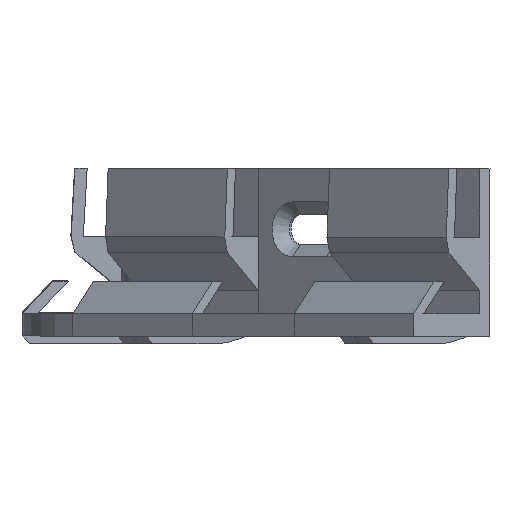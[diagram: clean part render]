
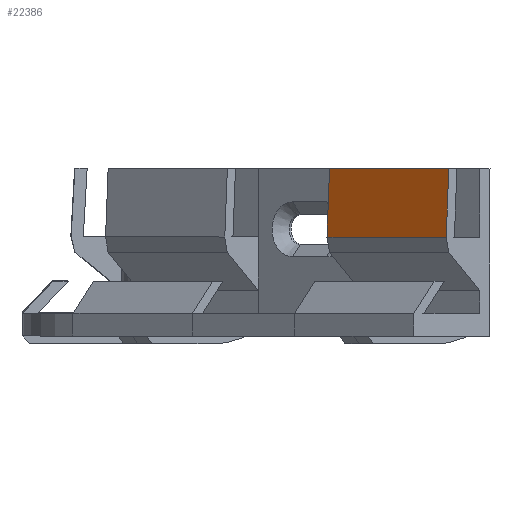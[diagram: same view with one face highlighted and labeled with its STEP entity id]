
A CAD part, left-side view. The second image highlights one B-rep face of the part: STEP entity #22386.
In plain terms, the highlighted face is planar.
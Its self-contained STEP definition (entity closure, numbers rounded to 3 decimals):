
#20491 = PLANE('',#20492);
#20492 = AXIS2_PLACEMENT_3D('',#20493,#20494,#20495);
#20493 = CARTESIAN_POINT('',(-10.5,5.766,9.503));
#20494 = DIRECTION('',(-1.,0.,0.));
#20495 = DIRECTION('',(0.,0.,1.));
#20925 = PLANE('',#20926);
#20926 = AXIS2_PLACEMENT_3D('',#20927,#20928,#20929);
#20927 = CARTESIAN_POINT('',(10.5,5.766,9.503));
#20928 = DIRECTION('',(-1.,0.,0.));
#20929 = DIRECTION('',(0.,0.,1.));
#21185 = VERTEX_POINT('',#21186);
#21186 = CARTESIAN_POINT('',(-10.5,8.1,22.));
#21200 = PLANE('',#21201);
#21201 = AXIS2_PLACEMENT_3D('',#21202,#21203,#21204);
#21202 = CARTESIAN_POINT('',(0.,6.5,22.));
#21203 = DIRECTION('',(0.,0.,-1.));
#21204 = DIRECTION('',(0.,1.,0.));
#21212 = EDGE_CURVE('',#21185,#21213,#21215,.T.);
#21213 = VERTEX_POINT('',#21214);
#21214 = CARTESIAN_POINT('',(-10.5,8.6,13.));
#21215 = SURFACE_CURVE('',#21216,(#21220,#21227),.PCURVE_S1.);
#21216 = LINE('',#21217,#21218);
#21217 = CARTESIAN_POINT('',(-10.5,8.1,22.));
#21218 = VECTOR('',#21219,1.);
#21219 = DIRECTION('',(0.,0.055,-0.998));
#21220 = PCURVE('',#20491,#21221);
#21221 = DEFINITIONAL_REPRESENTATION('',(#21222),#21226);
#21222 = LINE('',#21223,#21224);
#21223 = CARTESIAN_POINT('',(12.497,2.334));
#21224 = VECTOR('',#21225,1.);
#21225 = DIRECTION('',(-0.998,0.055));
#21226 = ( GEOMETRIC_REPRESENTATION_CONTEXT(2) 
PARAMETRIC_REPRESENTATION_CONTEXT() REPRESENTATION_CONTEXT('2D SPACE',''
  ) );
#21227 = PCURVE('',#21228,#21233);
#21228 = PLANE('',#21229);
#21229 = AXIS2_PLACEMENT_3D('',#21230,#21231,#21232);
#21230 = CARTESIAN_POINT('',(0.,8.1,22.));
#21231 = DIRECTION('',(-0.,-0.998,-0.055));
#21232 = DIRECTION('',(0.,0.055,-0.998));
#21233 = DEFINITIONAL_REPRESENTATION('',(#21234),#21238);
#21234 = LINE('',#21235,#21236);
#21235 = CARTESIAN_POINT('',(0.,-10.5));
#21236 = VECTOR('',#21237,1.);
#21237 = DIRECTION('',(1.,0.));
#21238 = ( GEOMETRIC_REPRESENTATION_CONTEXT(2) 
PARAMETRIC_REPRESENTATION_CONTEXT() REPRESENTATION_CONTEXT('2D SPACE',''
  ) );
#21256 = PLANE('',#21257);
#21257 = AXIS2_PLACEMENT_3D('',#21258,#21259,#21260);
#21258 = CARTESIAN_POINT('',(0.,8.6,13.));
#21259 = DIRECTION('',(0.,-0.97,0.243));
#21260 = DIRECTION('',(-0.,-0.243,-0.97));
#22031 = VERTEX_POINT('',#22032);
#22032 = CARTESIAN_POINT('',(10.5,8.1,22.));
#22053 = EDGE_CURVE('',#22031,#22054,#22056,.T.);
#22054 = VERTEX_POINT('',#22055);
#22055 = CARTESIAN_POINT('',(10.5,8.6,13.));
#22056 = SURFACE_CURVE('',#22057,(#22061,#22068),.PCURVE_S1.);
#22057 = LINE('',#22058,#22059);
#22058 = CARTESIAN_POINT('',(10.5,8.1,22.));
#22059 = VECTOR('',#22060,1.);
#22060 = DIRECTION('',(0.,0.055,-0.998));
#22061 = PCURVE('',#20925,#22062);
#22062 = DEFINITIONAL_REPRESENTATION('',(#22063),#22067);
#22063 = LINE('',#22064,#22065);
#22064 = CARTESIAN_POINT('',(12.497,2.334));
#22065 = VECTOR('',#22066,1.);
#22066 = DIRECTION('',(-0.998,0.055));
#22067 = ( GEOMETRIC_REPRESENTATION_CONTEXT(2) 
PARAMETRIC_REPRESENTATION_CONTEXT() REPRESENTATION_CONTEXT('2D SPACE',''
  ) );
#22068 = PCURVE('',#21228,#22069);
#22069 = DEFINITIONAL_REPRESENTATION('',(#22070),#22074);
#22070 = LINE('',#22071,#22072);
#22071 = CARTESIAN_POINT('',(0.,10.5));
#22072 = VECTOR('',#22073,1.);
#22073 = DIRECTION('',(1.,0.));
#22074 = ( GEOMETRIC_REPRESENTATION_CONTEXT(2) 
PARAMETRIC_REPRESENTATION_CONTEXT() REPRESENTATION_CONTEXT('2D SPACE',''
  ) );
#22364 = EDGE_CURVE('',#22031,#21185,#22365,.T.);
#22365 = SURFACE_CURVE('',#22366,(#22370,#22377),.PCURVE_S1.);
#22366 = LINE('',#22367,#22368);
#22367 = CARTESIAN_POINT('',(10.5,8.1,22.));
#22368 = VECTOR('',#22369,1.);
#22369 = DIRECTION('',(-1.,0.,0.));
#22370 = PCURVE('',#21200,#22371);
#22371 = DEFINITIONAL_REPRESENTATION('',(#22372),#22376);
#22372 = LINE('',#22373,#22374);
#22373 = CARTESIAN_POINT('',(1.6,10.5));
#22374 = VECTOR('',#22375,1.);
#22375 = DIRECTION('',(0.,-1.));
#22376 = ( GEOMETRIC_REPRESENTATION_CONTEXT(2) 
PARAMETRIC_REPRESENTATION_CONTEXT() REPRESENTATION_CONTEXT('2D SPACE',''
  ) );
#22377 = PCURVE('',#21228,#22378);
#22378 = DEFINITIONAL_REPRESENTATION('',(#22379),#22383);
#22379 = LINE('',#22380,#22381);
#22380 = CARTESIAN_POINT('',(0.,10.5));
#22381 = VECTOR('',#22382,1.);
#22382 = DIRECTION('',(0.,-1.));
#22383 = ( GEOMETRIC_REPRESENTATION_CONTEXT(2) 
PARAMETRIC_REPRESENTATION_CONTEXT() REPRESENTATION_CONTEXT('2D SPACE',''
  ) );
#22386 = ADVANCED_FACE('',(#22387),#21228,.F.);
#22387 = FACE_BOUND('',#22388,.F.);
#22388 = EDGE_LOOP('',(#22389,#22390,#22411,#22412));
#22389 = ORIENTED_EDGE('',*,*,#21212,.T.);
#22390 = ORIENTED_EDGE('',*,*,#22391,.F.);
#22391 = EDGE_CURVE('',#22054,#21213,#22392,.T.);
#22392 = SURFACE_CURVE('',#22393,(#22397,#22404),.PCURVE_S1.);
#22393 = LINE('',#22394,#22395);
#22394 = CARTESIAN_POINT('',(10.5,8.6,13.));
#22395 = VECTOR('',#22396,1.);
#22396 = DIRECTION('',(-1.,0.,0.));
#22397 = PCURVE('',#21228,#22398);
#22398 = DEFINITIONAL_REPRESENTATION('',(#22399),#22403);
#22399 = LINE('',#22400,#22401);
#22400 = CARTESIAN_POINT('',(9.014,10.5));
#22401 = VECTOR('',#22402,1.);
#22402 = DIRECTION('',(0.,-1.));
#22403 = ( GEOMETRIC_REPRESENTATION_CONTEXT(2) 
PARAMETRIC_REPRESENTATION_CONTEXT() REPRESENTATION_CONTEXT('2D SPACE',''
  ) );
#22404 = PCURVE('',#21256,#22405);
#22405 = DEFINITIONAL_REPRESENTATION('',(#22406),#22410);
#22406 = LINE('',#22407,#22408);
#22407 = CARTESIAN_POINT('',(-0.,10.5));
#22408 = VECTOR('',#22409,1.);
#22409 = DIRECTION('',(0.,-1.));
#22410 = ( GEOMETRIC_REPRESENTATION_CONTEXT(2) 
PARAMETRIC_REPRESENTATION_CONTEXT() REPRESENTATION_CONTEXT('2D SPACE',''
  ) );
#22411 = ORIENTED_EDGE('',*,*,#22053,.F.);
#22412 = ORIENTED_EDGE('',*,*,#22364,.T.);
